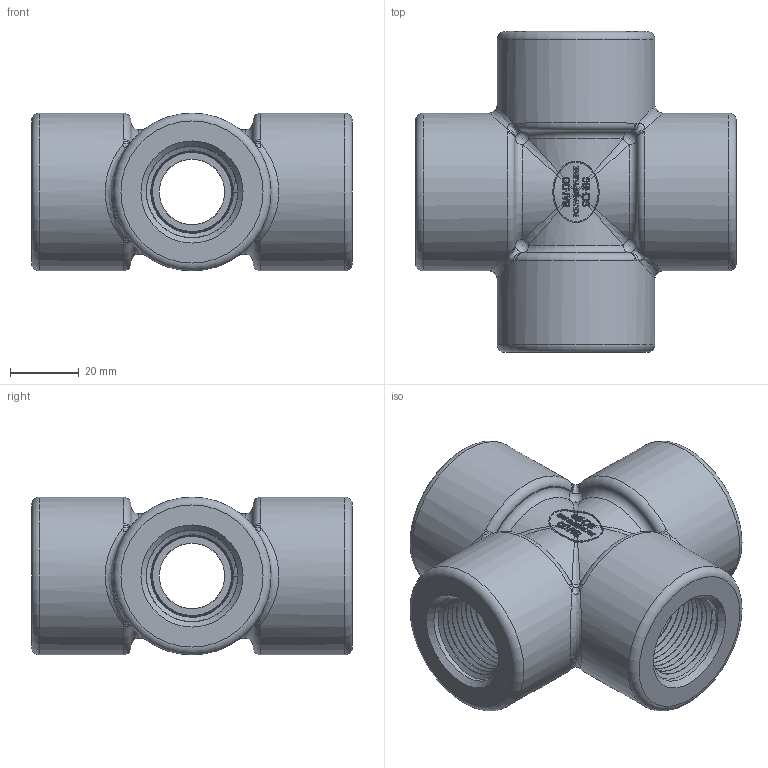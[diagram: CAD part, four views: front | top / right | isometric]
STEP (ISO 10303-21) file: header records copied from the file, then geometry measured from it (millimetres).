
FILE_DESCRIPTION(/* description */ ('3/4" POLY PIPE CROSS'),/* implementation_level */ '2;1');
FILE_NAME(/* name */ 'CR075.stp',/* time_stamp */ '2013-11-01T11:59:37-04:00',/* author */ ('DTruax'),/* organization */ (''),/* preprocessor_version */ 'ST-DEVELOPER v15.2',/* originating_system */ 'Autodesk Inventor 2014',/* authorisation */ '');
FILE_SCHEMA (('AUTOMOTIVE_DESIGN { 1 0 10303 214 3 1 1 }'));
Length unit declared in the file: inch
Products named in the file (1): CR075
Bounding box: 93.47 x 93.47 x 45.97 mm (x, y, z)
Volume: 165728.1 mm3; surface area: 39288.6 mm2
Topology: 1 solids, 1 shells, 619 faces, 1692 edges, 1083 vertices
Faces by surface type: bspline 263, plane 175, cylinder 99, cone 54, torus 20, sphere 8
Full cylindrical faces by diameter (mm): 19.05 x4, 45.974 x4
Entity records: 32223 total; most frequent: CARTESIAN_POINT 19434, ORIENTED_EDGE 3056, DIRECTION 1996, EDGE_CURVE 1528, VERTEX_POINT 992, AXIS2_PLACEMENT_3D 754, EDGE_LOOP 630, B_SPLINE_CURVE_WITH_KNOTS 605
